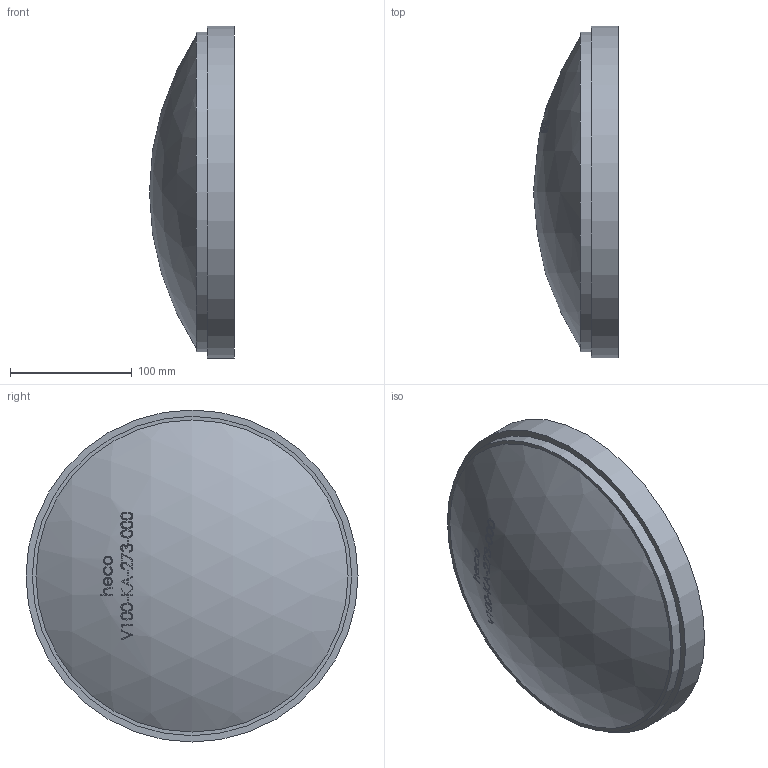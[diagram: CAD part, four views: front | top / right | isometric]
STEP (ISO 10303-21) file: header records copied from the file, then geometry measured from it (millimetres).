
FILE_DESCRIPTION (( 'STEP AP214' ), '1' );
FILE_NAME ('V100-KA-273-000-x Typ E496 DN250 1000 Ø273,0 1812.STEP', '2018-12-19T11:06:28', ( '' ), ( '' ), 'SwSTEP 2.0', 'SolidWorks 2016', '' );
FILE_SCHEMA (( 'AUTOMOTIVE_DESIGN' ));
Length unit declared in the file: inch
Products named in the file (1): V100-KA-273-000-x Typ E496 DN250 1000 Ø273,0 1812
Bounding box: 69.85 x 273.05 x 273.05 mm (x, y, z)
Volume: 760596.1 mm3; surface area: 168510.8 mm2
Topology: 1 solids, 1 shells, 211 faces, 537 edges, 358 vertices
Faces by surface type: bspline 100, plane 78, sphere 29, cylinder 3, torus 1
Full cylindrical faces by diameter (mm): 247.142 x1, 262.636 x1, 273.05 x1
Entity records: 15481 total; most frequent: CARTESIAN_POINT 8365, ORIENTED_EDGE 1066, DIRECTION 707, EDGE_CURVE 533, VERTEX_POINT 358, AXIS2_PLACEMENT_3D 266, EDGE_LOOP 245, FACE_OUTER_BOUND 215
